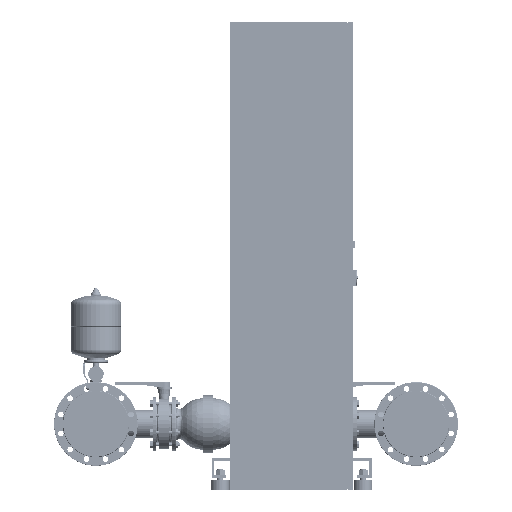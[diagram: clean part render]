
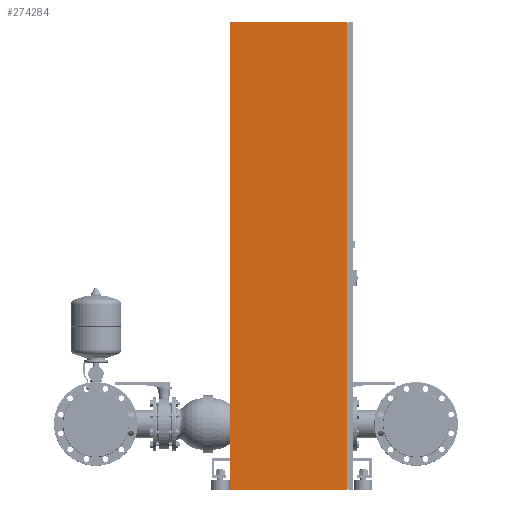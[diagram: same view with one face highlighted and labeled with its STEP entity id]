
A CAD part, left-side view. The second image highlights one B-rep face of the part: STEP entity #274284.
In plain terms, the highlighted planar face has unit normal (-1, 0, 0).
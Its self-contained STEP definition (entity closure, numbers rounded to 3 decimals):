
#274245=CARTESIAN_POINT('',(-950.0,250.0,0.0));
#274246=DIRECTION('',(-1.0,0.0,0.0));
#274247=DIRECTION('',(0.0,-1.0,0.0));
#274248=AXIS2_PLACEMENT_3D('',#274245,#274246,#274247);
#274249=PLANE('',#274248);
#274250=CARTESIAN_POINT('',(-950.0,-225.0,0.));
#274251=VERTEX_POINT('',#274250);
#274252=CARTESIAN_POINT('',(-950.,-225.,1900.0));
#274253=VERTEX_POINT('',#274252);
#274254=CARTESIAN_POINT('',(-950.0,-225.0,0.));
#274255=DIRECTION('',(0.0,0.0,1.0));
#274256=VECTOR('',#274255,1900.0);
#274257=LINE('',#274254,#274256);
#274258=EDGE_CURVE('',#274251,#274253,#274257,.T.);
#274259=ORIENTED_EDGE('',*,*,#274258,.T.);
#274260=CARTESIAN_POINT('',(-950.,250.,1900.0));
#274261=VERTEX_POINT('',#274260);
#274262=CARTESIAN_POINT('',(-950.,250.,1900.0));
#274263=DIRECTION('',(0.0,-1.0,0.0));
#274264=VECTOR('',#274263,475.0);
#274265=LINE('',#274262,#274264);
#274266=EDGE_CURVE('',#274261,#274253,#274265,.T.);
#274267=ORIENTED_EDGE('',*,*,#274266,.F.);
#274268=CARTESIAN_POINT('',(-950.0,250.0,0.0));
#274269=VERTEX_POINT('',#274268);
#274270=CARTESIAN_POINT('',(-950.,250.,1900.0));
#274271=DIRECTION('',(0.0,0.0,-1.0));
#274272=VECTOR('',#274271,1900.0);
#274273=LINE('',#274270,#274272);
#274274=EDGE_CURVE('',#274261,#274269,#274273,.T.);
#274275=ORIENTED_EDGE('',*,*,#274274,.T.);
#274276=CARTESIAN_POINT('',(-950.0,250.0,0.0));
#274277=DIRECTION('',(0.0,-1.0,0.0));
#274278=VECTOR('',#274277,475.0);
#274279=LINE('',#274276,#274278);
#274280=EDGE_CURVE('',#274269,#274251,#274279,.T.);
#274281=ORIENTED_EDGE('',*,*,#274280,.T.);
#274282=EDGE_LOOP('',(#274259,#274267,#274275,#274281));
#274283=FACE_OUTER_BOUND('',#274282,.T.);
#274284=ADVANCED_FACE('',(#274283),#274249,.T.);
